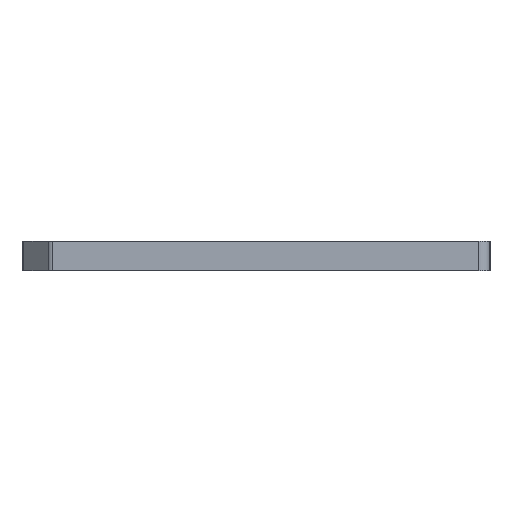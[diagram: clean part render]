
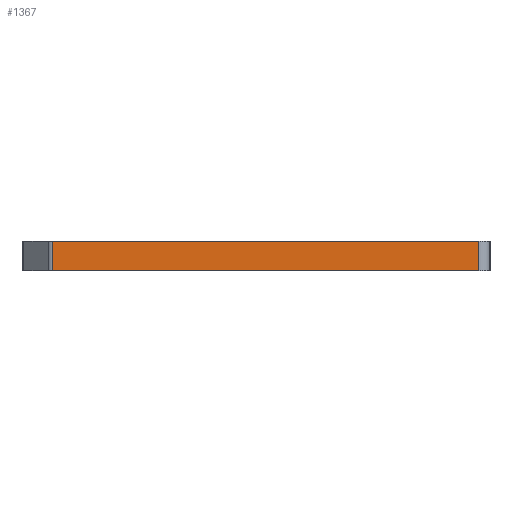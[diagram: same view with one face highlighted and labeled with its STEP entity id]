
A CAD part, left-side view. The second image highlights one B-rep face of the part: STEP entity #1367.
In plain terms, the highlighted planar face has unit normal (-1, 0, 0).
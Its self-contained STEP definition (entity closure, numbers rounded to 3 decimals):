
#311=CARTESIAN_POINT('',(0.,38.693,2.6));
#312=VERTEX_POINT('',#311);
#320=CARTESIAN_POINT('',(0.,1.,2.6));
#321=VERTEX_POINT('',#320);
#322=CARTESIAN_POINT('',(0.,1.,2.6));
#323=DIRECTION('',(0.,1.,0.));
#324=VECTOR('',#323,37.693);
#325=LINE('',#322,#324);
#326=EDGE_CURVE('',#321,#312,#325,.T.);
#560=CARTESIAN_POINT('',(0.,1.,0.));
#561=VERTEX_POINT('',#560);
#569=CARTESIAN_POINT('',(0.,38.693,0.));
#570=VERTEX_POINT('',#569);
#571=CARTESIAN_POINT('',(0.,1.,0.));
#572=DIRECTION('',(0.,1.,0.));
#573=VECTOR('',#572,37.693);
#574=LINE('',#571,#573);
#575=EDGE_CURVE('',#561,#570,#574,.T.);
#1346=CARTESIAN_POINT('',(0.,19.45,2.7));
#1347=DIRECTION('',(-1.,0.,0.));
#1348=DIRECTION('',(0.,0.,1.));
#1349=AXIS2_PLACEMENT_3D('',#1346,#1347,#1348);
#1350=PLANE('',#1349);
#1351=ORIENTED_EDGE('',*,*,#326,.T.);
#1352=CARTESIAN_POINT('',(0.,38.693,2.6));
#1353=DIRECTION('',(0.,0.,-1.));
#1354=VECTOR('',#1353,2.6);
#1355=LINE('',#1352,#1354);
#1356=EDGE_CURVE('',#312,#570,#1355,.T.);
#1357=ORIENTED_EDGE('',*,*,#1356,.T.);
#1358=ORIENTED_EDGE('',*,*,#575,.F.);
#1359=CARTESIAN_POINT('',(0.,1.,0.));
#1360=DIRECTION('',(-0.,-0.,1.));
#1361=VECTOR('',#1360,2.6);
#1362=LINE('',#1359,#1361);
#1363=EDGE_CURVE('',#561,#321,#1362,.T.);
#1364=ORIENTED_EDGE('',*,*,#1363,.T.);
#1365=EDGE_LOOP('',(#1351,#1357,#1358,#1364));
#1366=FACE_BOUND('',#1365,.T.);
#1367=ADVANCED_FACE('',(#1366),#1350,.T.);
